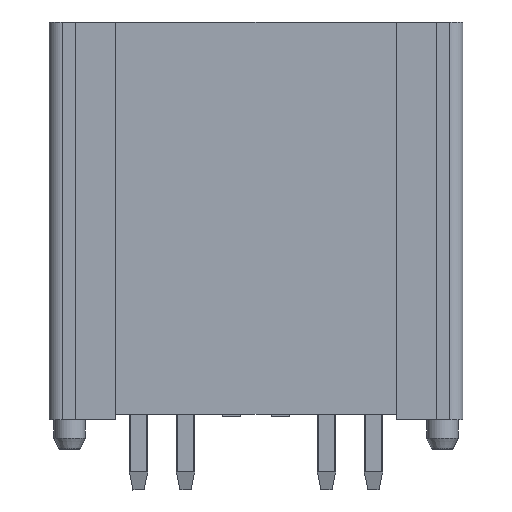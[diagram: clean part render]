
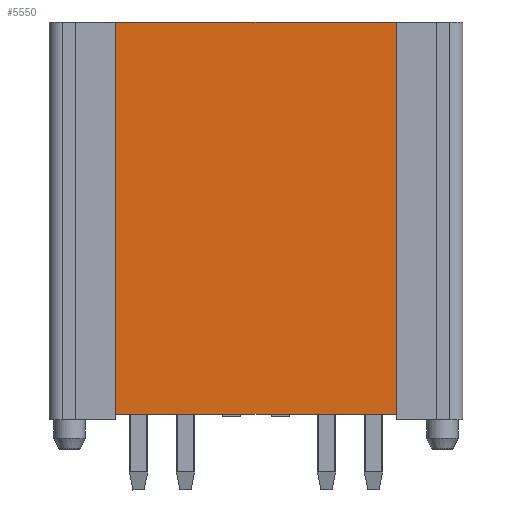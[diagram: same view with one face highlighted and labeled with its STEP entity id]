
A CAD part, front view. The second image highlights one B-rep face of the part: STEP entity #5550.
In plain terms, the highlighted planar face has unit normal (0, -1, 0).
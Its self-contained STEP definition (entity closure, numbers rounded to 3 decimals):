
#4190=CARTESIAN_POINT('',(7.58,-2.25,16.1));
#4200=VERTEX_POINT('',#4190);
#4230=CARTESIAN_POINT('',(-7.58,-2.25,16.1));
#4240=DIRECTION('',(1.,0.,0.));
#4250=VECTOR('',#4240,1.);
#4260=LINE('',#4230,#4250);
#4270=CARTESIAN_POINT('',(-7.58,-2.25,16.1));
#4280=VERTEX_POINT('',#4270);
#4290=EDGE_CURVE('',#4280,#4200,#4260,.T.);
#5060=CARTESIAN_POINT('',(-7.58,-2.25,-5.1));
#5070=DIRECTION('',(0.,0.,1.));
#5080=VECTOR('',#5070,1.);
#5090=LINE('',#5060,#5080);
#5100=CARTESIAN_POINT('',(-7.58,-2.25,-5.1));
#5110=VERTEX_POINT('',#5100);
#5120=EDGE_CURVE('',#5110,#4280,#5090,.T.);
#5320=CARTESIAN_POINT('',(11.18,-2.25,-7.));
#5330=DIRECTION('',(0.,-1.,0.));
#5340=DIRECTION('',(0.,0.,-1.));
#5350=AXIS2_PLACEMENT_3D('',#5320,#5330,#5340);
#5360=PLANE('',#5350);
#5370=ORIENTED_EDGE('',*,*,#5120,.F.);
#5380=ORIENTED_EDGE('',*,*,#4290,.F.);
#5390=CARTESIAN_POINT('',(7.58,-2.25,16.1));
#5400=DIRECTION('',(0.,0.,-1.));
#5410=VECTOR('',#5400,1.);
#5420=LINE('',#5390,#5410);
#5430=CARTESIAN_POINT('',(7.58,-2.25,-5.1));
#5440=VERTEX_POINT('',#5430);
#5450=EDGE_CURVE('',#4200,#5440,#5420,.T.);
#5460=ORIENTED_EDGE('',*,*,#5450,.F.);
#5470=CARTESIAN_POINT('',(7.58,-2.25,-5.1));
#5480=DIRECTION('',(-1.,0.,0.));
#5490=VECTOR('',#5480,1.);
#5500=LINE('',#5470,#5490);
#5510=EDGE_CURVE('',#5440,#5110,#5500,.T.);
#5520=ORIENTED_EDGE('',*,*,#5510,.F.);
#5530=EDGE_LOOP('',(#5520,#5460,#5380,#5370));
#5540=FACE_OUTER_BOUND('',#5530,.T.);
#5550=ADVANCED_FACE('',(#5540),#5360,.T.);
